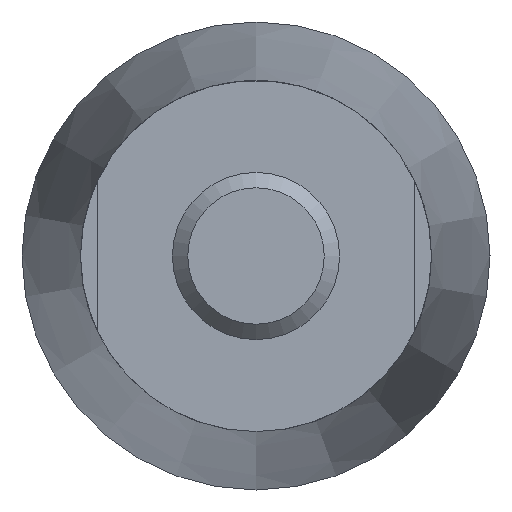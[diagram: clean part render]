
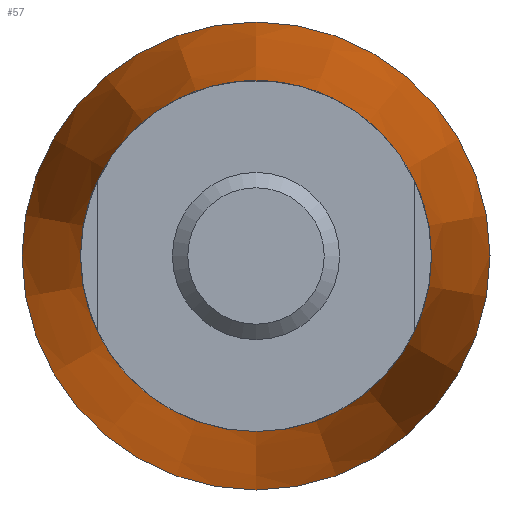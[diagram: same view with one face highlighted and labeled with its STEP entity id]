
A CAD part, left-side view. The second image highlights one B-rep face of the part: STEP entity #57.
In plain terms, the highlighted conical face has half-angle 5.568 degrees and reference radius 10.5 mm.
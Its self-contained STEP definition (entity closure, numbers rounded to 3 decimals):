
#57 = ADVANCED_FACE( '', ( #116, #117 ), #118, .T. );
#116 = FACE_OUTER_BOUND( '', #204, .T. );
#117 = FACE_BOUND( '', #205, .T. );
#118 = CONICAL_SURFACE( '', #206, 10.5, 0.097 );
#204 = EDGE_LOOP( '', ( #284 ) );
#205 = EDGE_LOOP( '', ( #285 ) );
#206 = AXIS2_PLACEMENT_3D( '', #286, #287, #288 );
#284 = ORIENTED_EDGE( '', *, *, #317, .F. );
#285 = ORIENTED_EDGE( '', *, *, #324, .T. );
#286 = CARTESIAN_POINT( '', ( 7., 0., 0. ) );
#287 = DIRECTION( '', ( 1., 0., 0. ) );
#288 = DIRECTION( '', ( 0., 0., -1. ) );
#317 = EDGE_CURVE( '', #359, #359, #360, .T. );
#324 = EDGE_CURVE( '', #367, #367, #368, .T. );
#359 = VERTEX_POINT( '', #411 );
#360 = CIRCLE( '', #412, 14. );
#367 = VERTEX_POINT( '', #419 );
#368 = CIRCLE( '', #420, 10.5 );
#411 = CARTESIAN_POINT( '', ( 42.9, 0., -14. ) );
#412 = AXIS2_PLACEMENT_3D( '', #458, #459, #460 );
#419 = CARTESIAN_POINT( '', ( 7., 0., -10.5 ) );
#420 = AXIS2_PLACEMENT_3D( '', #467, #468, #469 );
#458 = CARTESIAN_POINT( '', ( 42.9, 0., 0. ) );
#459 = DIRECTION( '', ( 1., 0., 0. ) );
#460 = DIRECTION( '', ( 0., 0., -1. ) );
#467 = CARTESIAN_POINT( '', ( 7., 0., 0. ) );
#468 = DIRECTION( '', ( 1., 0., 0. ) );
#469 = DIRECTION( '', ( 0., 0., -1. ) );
